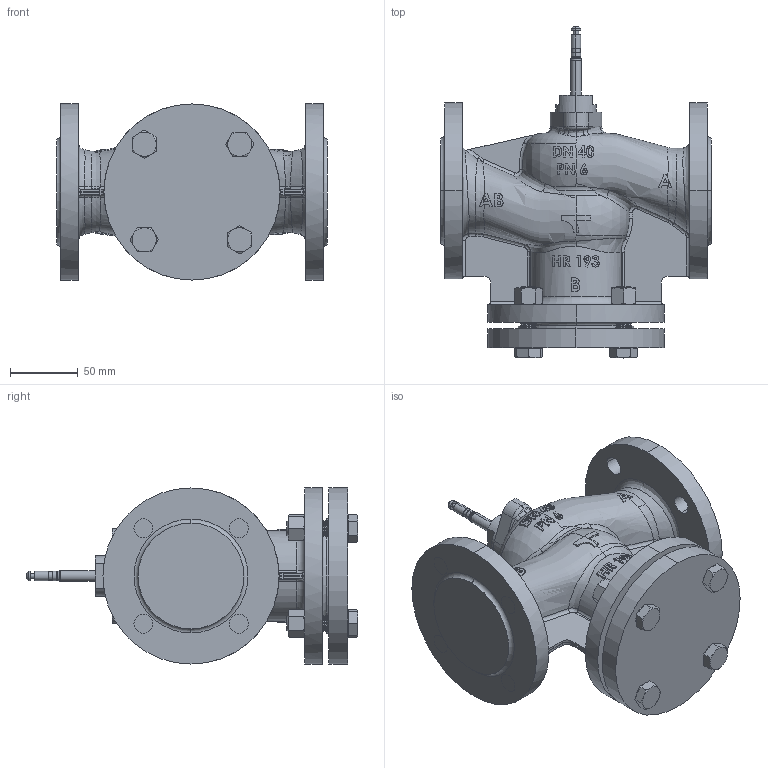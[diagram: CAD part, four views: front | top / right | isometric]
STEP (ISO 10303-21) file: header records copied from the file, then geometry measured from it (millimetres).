
FILE_DESCRIPTION (( 'STEP AP203' ), '1' );
FILE_NAME ('206_DN40_PN6_DEF.STEP', '2012-02-13T07:21:17', ( 'test' ), ( '' ), 'SwSTEP 2.0', 'SolidWorks 2011', '' );
FILE_SCHEMA (( 'CONFIG_CONTROL_DESIGN' ));
Products named in the file (1): 206_DN40_PN6_DEF
Bounding box: 200.6 x 245.76 x 130.39 mm (x, y, z)
Volume: 1666607.7 mm3; surface area: 201617.8 mm2
Topology: 1 solids, 3 shells, 1192 faces, 3049 edges, 1940 vertices
Faces by surface type: plane 403, bspline 264, cone 259, cylinder 200, torus 37, sphere 29
Entity records: 158744 total; most frequent: CARTESIAN_POINT 131818, ORIENTED_EDGE 6086, DIRECTION 4961, EDGE_CURVE 3043, AXIS2_PLACEMENT_3D 2005, VERTEX_POINT 1940, EDGE_LOOP 1275, ADVANCED_FACE 1192
